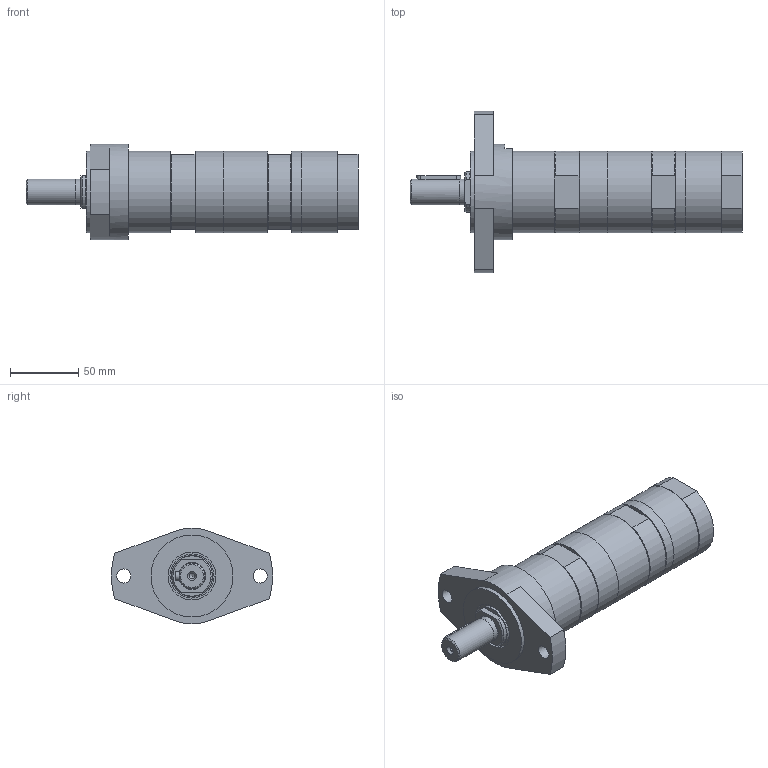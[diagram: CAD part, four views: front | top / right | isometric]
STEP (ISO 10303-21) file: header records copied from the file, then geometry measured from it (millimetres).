
FILE_DESCRIPTION(/* description */ (''),/* implementation_level */ '2;1');
FILE_NAME(/* name */ 'MUD 82-2000 F100_60032007.stp',/* time_stamp */ '2018-10-10T11:57:56+02:00',/* author */ ('flambert'),/* organization */ (''),/* preprocessor_version */ 'ST-DEVELOPER v17',/* originating_system */ 'Autodesk Inventor 2018',/* authorisation */ '');
FILE_SCHEMA (('AUTOMOTIVE_DESIGN { 1 0 10303 214 3 1 1 }'));
Length unit declared in the file: millimetre
Products named in the file (1): MUD 82-2000 F100_60032007
Bounding box: 243 x 118 x 70 mm (x, y, z)
Volume: 615736.4 mm3; surface area: 64916.5 mm2
Topology: 1 solids, 50 shells, 495 faces, 1132 edges, 755 vertices
Faces by surface type: cylinder 241, plane 211, cone 31, bspline 7, torus 3, sphere 2
Full cylindrical faces by diameter (mm): 1.55 x2, 3.6 x1, 4 x1, 4.134 x1, 5 x1, 5.5 x1, 10.3 x2, 14.95 x2, 18.631 x1, 18.8 x1, 19 x1, 29.95 x1, 35 x1, 40 x1, 55.178 x1, 60 x6, 70 x1
Entity records: 14802 total; most frequent: CARTESIAN_POINT 2762, DIRECTION 2628, ORIENTED_EDGE 2262, EDGE_CURVE 1131, AXIS2_PLACEMENT_3D 1073, VERTEX_POINT 755, CIRCLE 584, EDGE_LOOP 526
